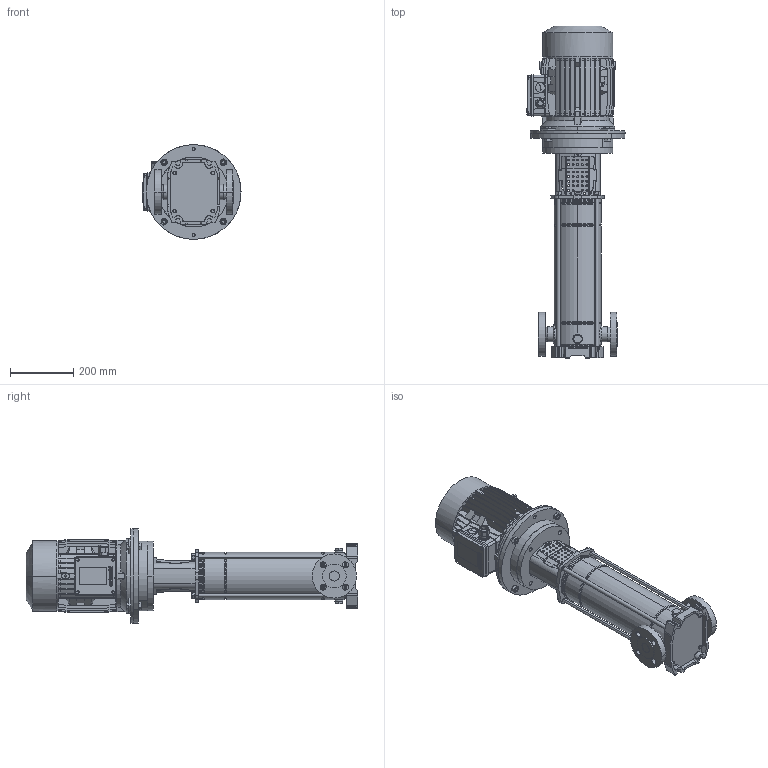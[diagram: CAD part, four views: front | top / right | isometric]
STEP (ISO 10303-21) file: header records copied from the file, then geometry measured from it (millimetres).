
FILE_DESCRIPTION (( 'STEP AP214' ), '1' );
FILE_NAME ('10008284swa00.step', '2021-07-22T10:08:53', ( '' ), ( '' ), 'SwSTEP 2.0', 'SolidWorks 2020', '' );
FILE_SCHEMA (( 'AUTOMOTIVE_DESIGN' ));
Length unit declared in the file: millimetre
Products named in the file (14): 10007576swa00_M112 VERT.; 10007431swp00_Flangia mot. 132; 10007568swp00_M112 B5-De300; 10000005swn00_M12 õ; 10007653swp00_M12X513; 10000016swn00_M12x40 8.8; 10007642swp00; 10008284swa00; 4_92_267_REV00; 10007434swp00_112 VER; 10007670swn00_M25x1.5; 10007671swn00_M25x1,5; 10007655swp00; 10007649swp00_MXV 32-514
Assembly tree (27 placements, depth 3):
  10008284swa00
    10007642swp00
    10007649swp00_MXV 32-514
    10007655swp00
    10007431swp00_Flangia mot. 132
    10007653swp00_M12X513  x4
    10000005swn00_M12 õ  x8
    4_92_267_REV00  x2
    10007576swa00_M112 VERT.
      10007568swp00_M112 B5-De300
      10007434swp00_112 VER
      10007670swn00_M25x1.5
      10007671swn00_M25x1,5
    10000016swn00_M12x40 8.8  x4
Bounding box: 310.7 x 1051.5 x 300 mm (x, y, z)
Volume: 25845484.5 mm3; surface area: 1821239.8 mm2
Topology: 27 solids, 27 shells, 2671 faces, 6873 edges, 4380 vertices
Faces by surface type: plane 1295, cylinder 689, cone 389, bspline 168, torus 130
Entity records: 76772 total; most frequent: CARTESIAN_POINT 22025, ORIENTED_EDGE 11478, DIRECTION 10529, EDGE_CURVE 5739, VERTEX_POINT 3691, AXIS2_PLACEMENT_3D 3576, VECTOR 3377, LINE 3377
